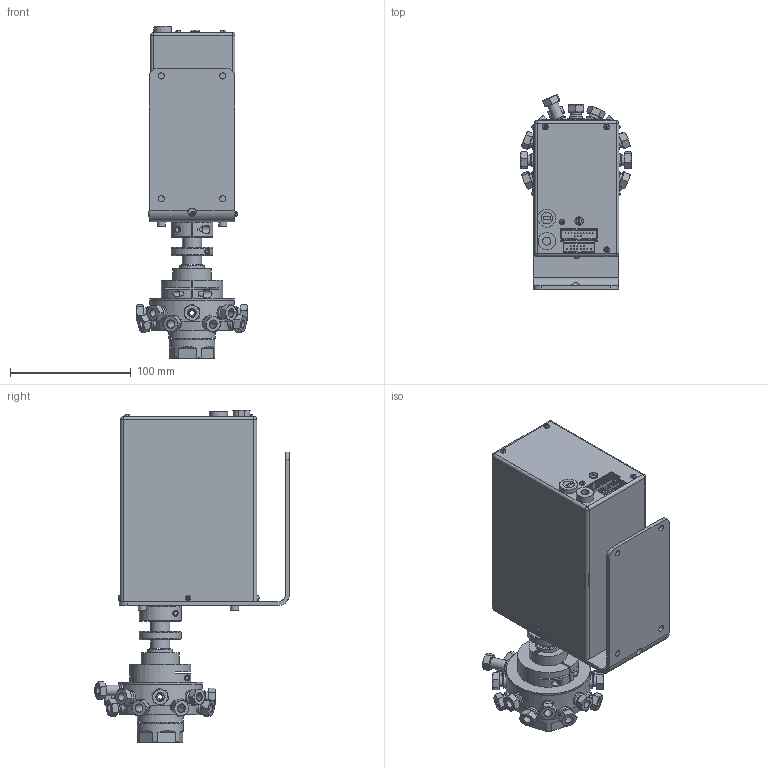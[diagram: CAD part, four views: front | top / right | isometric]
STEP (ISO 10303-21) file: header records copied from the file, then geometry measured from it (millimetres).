
FILE_DESCRIPTION((''),'2;1');
FILE_NAME('332341-E2VLSF8MWE2 8 mpos valve.stp','2013-08-27T10:06:55',('Franzp'),(''),'Autodesk Inventor 2013','Autodesk Inventor 2013','');
FILE_SCHEMA(('AUTOMOTIVE_DESIGN { 1 0 10303 214 1 1 1 1 }'));
Length unit declared in the file: millimetre
Products named in the file (5): 3223a41; 322341; 320401; 310517
Assembly tree (4 placements, depth 3):
  3223a41
    322341
    320401
      320401
      310517
Bounding box: 91.55 x 161.2 x 274.81 mm (x, y, z)
Volume: 4358 mm3; surface area: 206202.5 mm2
Topology: 2 solids, 138 shells, 520 faces, 2078 edges, 1524 vertices
Faces by surface type: plane 301, cylinder 146, cone 59, bspline 8, sphere 4, torus 2
Full cylindrical faces by diameter (mm): 0.75 x26, 2.642 x1, 2.845 x1, 3.302 x2, 3.505 x1, 3.51 x1, 3.68 x1, 4.166 x2, 4.32 x2, 5.1 x4, 5.65 x1, 5.78 x1, 5.84 x1, 6.55 x17, 6.7 x5, 6.756 x1, 6.8 x1, 6.858 x1, 7 x3, 8.89 x17, 11.112 x1, 11.113 x16, 15 x1, 15.875 x1, 20.625 x1, 25.603 x1, 31.62 x1, 38.1 x3, 69.723 x2
Entity records: 22768 total; most frequent: CARTESIAN_POINT 6033, DIRECTION 3198, ORIENTED_EDGE 2518, EDGE_CURVE 1827, VERTEX_POINT 1454, AXIS2_PLACEMENT_3D 1233, EDGE_LOOP 838, VECTOR 732
